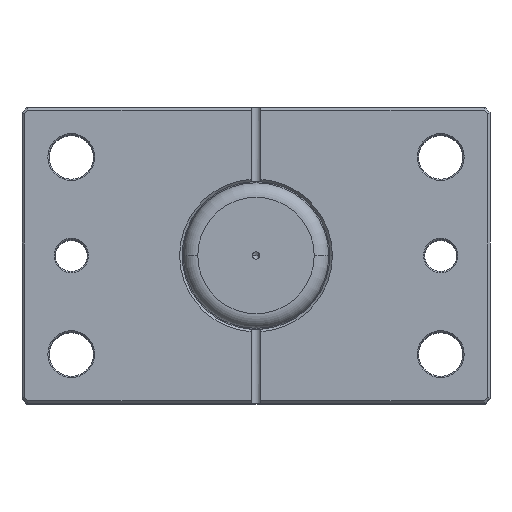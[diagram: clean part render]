
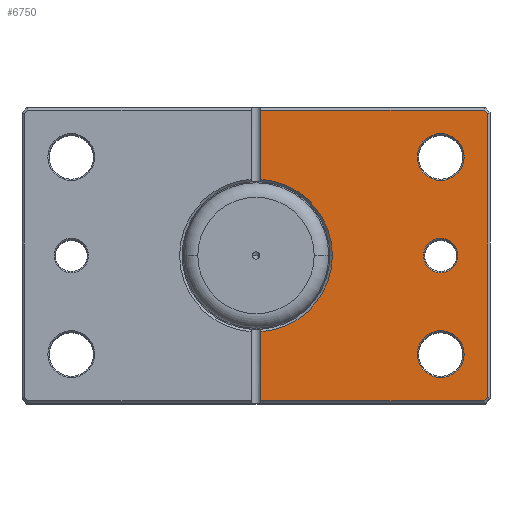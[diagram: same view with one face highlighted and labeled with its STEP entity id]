
A CAD part, top view. The second image highlights one B-rep face of the part: STEP entity #6750.
In plain terms, the highlighted face is planar.
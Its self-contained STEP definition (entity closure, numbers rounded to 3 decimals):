
#73 = DIRECTION ( 'NONE',  ( 1., 0., 0. ) ) ;
#111 = CARTESIAN_POINT ( 'NONE',  ( -75., 40., 0. ) ) ;
#130 = CARTESIAN_POINT ( 'NONE',  ( 0., -59., 0. ) ) ;
#190 = CARTESIAN_POINT ( 'NONE',  ( -2., 59., 0. ) ) ;
#195 = CARTESIAN_POINT ( 'NONE',  ( -92.586, 59., 0. ) ) ;
#346 = CARTESIAN_POINT ( 'NONE',  ( -2., 60., 0. ) ) ;
#377 = DIRECTION ( 'NONE',  ( 1., 0., 0. ) ) ;
#617 = EDGE_CURVE ( 'NONE', #1017, #1894, #4132, .T. ) ;
#623 = DIRECTION ( 'NONE',  ( 0., 0., 1. ) ) ;
#632 = AXIS2_PLACEMENT_3D ( 'NONE', #2991, #6903, #3574 ) ;
#643 = AXIS2_PLACEMENT_3D ( 'NONE', #6128, #2770, #6692 ) ;
#648 = DIRECTION ( 'NONE',  ( 1., 0., 0. ) ) ;
#691 = VERTEX_POINT ( 'NONE', #6929 ) ;
#729 = CIRCLE ( 'NONE', #632, 9.5 ) ;
#858 = FACE_OUTER_BOUND ( 'NONE', #2609, .T. ) ;
#998 = CARTESIAN_POINT ( 'NONE',  ( -84.5, 40., 0. ) ) ;
#1017 = VERTEX_POINT ( 'NONE', #2308 ) ;
#1058 = CIRCLE ( 'NONE', #5355, 31. ) ;
#1180 = DIRECTION ( 'NONE',  ( 0., 0., 1. ) ) ;
#1191 = AXIS2_PLACEMENT_3D ( 'NONE', #5641, #2266, #6177 ) ;
#1228 = CARTESIAN_POINT ( 'NONE',  ( -94., -57.586, 0. ) ) ;
#1273 = DIRECTION ( 'NONE',  ( -1., 0., 0. ) ) ;
#1351 = ORIENTED_EDGE ( 'NONE', *, *, #5980, .T. ) ;
#1483 = DIRECTION ( 'NONE',  ( 0., 0., 1. ) ) ;
#1489 = VERTEX_POINT ( 'NONE', #6472 ) ;
#1557 = EDGE_CURVE ( 'NONE', #5070, #6704, #5072, .T. ) ;
#1627 = DIRECTION ( 'NONE',  ( 0., 0., 1. ) ) ;
#1690 = EDGE_CURVE ( 'NONE', #4054, #4738, #5500, .T. ) ;
#1787 = DIRECTION ( 'NONE',  ( -0.707, 0.707, 0. ) ) ;
#1866 = ORIENTED_EDGE ( 'NONE', *, *, #1557, .T. ) ;
#1877 = CARTESIAN_POINT ( 'NONE',  ( -68., 0., 0. ) ) ;
#1894 = VERTEX_POINT ( 'NONE', #1228 ) ;
#2125 = VECTOR ( 'NONE', #4329, 1000. ) ;
#2160 = CARTESIAN_POINT ( 'NONE',  ( -31., 0., 0. ) ) ;
#2212 = CIRCLE ( 'NONE', #4592, 9.5 ) ;
#2266 = DIRECTION ( 'NONE',  ( 0., 0., 1. ) ) ;
#2280 = VERTEX_POINT ( 'NONE', #2285 ) ;
#2285 = CARTESIAN_POINT ( 'NONE',  ( -65.5, -40., 0. ) ) ;
#2308 = CARTESIAN_POINT ( 'NONE',  ( -92.586, -59., 0. ) ) ;
#2311 = CIRCLE ( 'NONE', #5548, 7. ) ;
#2339 = EDGE_LOOP ( 'NONE', ( #2524, #3434 ) ) ;
#2342 = FACE_BOUND ( 'NONE', #4576, .T. ) ;
#2444 = CIRCLE ( 'NONE', #1191, 31. ) ;
#2487 = CARTESIAN_POINT ( 'NONE',  ( 0., 0., 0. ) ) ;
#2524 = ORIENTED_EDGE ( 'NONE', *, *, #7012, .T. ) ;
#2558 = VECTOR ( 'NONE', #1273, 1000. ) ;
#2609 = EDGE_LOOP ( 'NONE', ( #3147, #5437, #3874, #3247, #5743, #4549, #7140, #1351, #1866 ) ) ;
#2613 = CARTESIAN_POINT ( 'NONE',  ( -2., 30.935, 0. ) ) ;
#2770 = DIRECTION ( 'NONE',  ( 0., 0., 1. ) ) ;
#2787 = EDGE_CURVE ( 'NONE', #691, #2280, #729, .T. ) ;
#2991 = CARTESIAN_POINT ( 'NONE',  ( -75., -40., 0. ) ) ;
#3011 = EDGE_CURVE ( 'NONE', #3422, #5544, #2311, .T. ) ;
#3086 = DIRECTION ( 'NONE',  ( 1., 0., 0. ) ) ;
#3147 = ORIENTED_EDGE ( 'NONE', *, *, #6856, .T. ) ;
#3247 = ORIENTED_EDGE ( 'NONE', *, *, #7189, .T. ) ;
#3295 = VECTOR ( 'NONE', #4039, 1000. ) ;
#3352 = ORIENTED_EDGE ( 'NONE', *, *, #6894, .T. ) ;
#3422 = VERTEX_POINT ( 'NONE', #1877 ) ;
#3434 = ORIENTED_EDGE ( 'NONE', *, *, #1690, .T. ) ;
#3465 = DIRECTION ( 'NONE',  ( 0., 0., 1. ) ) ;
#3574 = DIRECTION ( 'NONE',  ( 1., 0., 0. ) ) ;
#3599 = EDGE_CURVE ( 'NONE', #6455, #1489, #1058, .T. ) ;
#3629 = DIRECTION ( 'NONE',  ( 0., -1., 0. ) ) ;
#3648 = LINE ( 'NONE', #346, #2125 ) ;
#3729 = CARTESIAN_POINT ( 'NONE',  ( -75.793, 75.793, 0. ) ) ;
#3782 = VECTOR ( 'NONE', #1787, 1000. ) ;
#3874 = ORIENTED_EDGE ( 'NONE', *, *, #3599, .T. ) ;
#3885 = FACE_BOUND ( 'NONE', #6548, .T. ) ;
#3886 = ORIENTED_EDGE ( 'NONE', *, *, #3011, .T. ) ;
#4039 = DIRECTION ( 'NONE',  ( 0., 1., 0. ) ) ;
#4054 = VERTEX_POINT ( 'NONE', #6051 ) ;
#4128 = CARTESIAN_POINT ( 'NONE',  ( -2., -59., 0. ) ) ;
#4132 = LINE ( 'NONE', #5030, #3782 ) ;
#4204 = CARTESIAN_POINT ( 'NONE',  ( -2., 60., 0. ) ) ;
#4287 = EDGE_CURVE ( 'NONE', #1894, #5751, #4613, .T. ) ;
#4320 = AXIS2_PLACEMENT_3D ( 'NONE', #2487, #6403, #3086 ) ;
#4329 = DIRECTION ( 'NONE',  ( 0., -1., 0. ) ) ;
#4336 = EDGE_CURVE ( 'NONE', #7110, #1017, #7208, .T. ) ;
#4347 = LINE ( 'NONE', #3729, #4864 ) ;
#4549 = ORIENTED_EDGE ( 'NONE', *, *, #617, .T. ) ;
#4576 = EDGE_LOOP ( 'NONE', ( #3352, #3886 ) ) ;
#4592 = AXIS2_PLACEMENT_3D ( 'NONE', #4595, #1180, #5148 ) ;
#4595 = CARTESIAN_POINT ( 'NONE',  ( -75., 40., 0. ) ) ;
#4613 = LINE ( 'NONE', #6827, #3295 ) ;
#4738 = VERTEX_POINT ( 'NONE', #998 ) ;
#4864 = VECTOR ( 'NONE', #7049, 1000. ) ;
#4885 = CARTESIAN_POINT ( 'NONE',  ( -75., 0., 0. ) ) ;
#4902 = VECTOR ( 'NONE', #377, 1000. ) ;
#5030 = CARTESIAN_POINT ( 'NONE',  ( -75.793, -75.793, 0. ) ) ;
#5032 = CARTESIAN_POINT ( 'NONE',  ( -75., 0., 0. ) ) ;
#5070 = VERTEX_POINT ( 'NONE', #195 ) ;
#5072 = LINE ( 'NONE', #6999, #4902 ) ;
#5148 = DIRECTION ( 'NONE',  ( 1., 0., 0. ) ) ;
#5352 = VERTEX_POINT ( 'NONE', #2613 ) ;
#5355 = AXIS2_PLACEMENT_3D ( 'NONE', #6782, #3465, #73 ) ;
#5437 = ORIENTED_EDGE ( 'NONE', *, *, #5571, .T. ) ;
#5441 = DIRECTION ( 'NONE',  ( 1., 0., 0. ) ) ;
#5476 = AXIS2_PLACEMENT_3D ( 'NONE', #5032, #1627, #5588 ) ;
#5481 = VECTOR ( 'NONE', #3629, 1000. ) ;
#5500 = CIRCLE ( 'NONE', #6595, 9.5 ) ;
#5544 = VERTEX_POINT ( 'NONE', #6699 ) ;
#5548 = AXIS2_PLACEMENT_3D ( 'NONE', #4885, #1483, #5441 ) ;
#5571 = EDGE_CURVE ( 'NONE', #5352, #6455, #2444, .T. ) ;
#5588 = DIRECTION ( 'NONE',  ( 1., 0., 0. ) ) ;
#5641 = CARTESIAN_POINT ( 'NONE',  ( 0., 0., 0. ) ) ;
#5743 = ORIENTED_EDGE ( 'NONE', *, *, #4336, .T. ) ;
#5751 = VERTEX_POINT ( 'NONE', #6437 ) ;
#5980 = EDGE_CURVE ( 'NONE', #5751, #5070, #4347, .T. ) ;
#6051 = CARTESIAN_POINT ( 'NONE',  ( -65.5, 40., 0. ) ) ;
#6128 = CARTESIAN_POINT ( 'NONE',  ( -75., -40., 0. ) ) ;
#6177 = DIRECTION ( 'NONE',  ( 1., 0., 0. ) ) ;
#6379 = PLANE ( 'NONE',  #4320 ) ;
#6403 = DIRECTION ( 'NONE',  ( 0., 0., 1. ) ) ;
#6411 = CIRCLE ( 'NONE', #5476, 7. ) ;
#6437 = CARTESIAN_POINT ( 'NONE',  ( -94., 57.586, 0. ) ) ;
#6455 = VERTEX_POINT ( 'NONE', #2160 ) ;
#6472 = CARTESIAN_POINT ( 'NONE',  ( -2., -30.935, 0. ) ) ;
#6492 = EDGE_CURVE ( 'NONE', #2280, #691, #7095, .T. ) ;
#6548 = EDGE_LOOP ( 'NONE', ( #7257, #6815 ) ) ;
#6595 = AXIS2_PLACEMENT_3D ( 'NONE', #111, #623, #648 ) ;
#6692 = DIRECTION ( 'NONE',  ( 1., 0., 0. ) ) ;
#6699 = CARTESIAN_POINT ( 'NONE',  ( -82., 0., 0. ) ) ;
#6704 = VERTEX_POINT ( 'NONE', #190 ) ;
#6750 = ADVANCED_FACE ( 'NONE', ( #2342, #3885, #7000, #858 ), #6379, .F. ) ;
#6782 = CARTESIAN_POINT ( 'NONE',  ( 0., 0., 0. ) ) ;
#6815 = ORIENTED_EDGE ( 'NONE', *, *, #6492, .T. ) ;
#6827 = CARTESIAN_POINT ( 'NONE',  ( -94., 0., 0. ) ) ;
#6856 = EDGE_CURVE ( 'NONE', #6704, #5352, #3648, .T. ) ;
#6894 = EDGE_CURVE ( 'NONE', #5544, #3422, #6411, .T. ) ;
#6903 = DIRECTION ( 'NONE',  ( 0., 0., 1. ) ) ;
#6929 = CARTESIAN_POINT ( 'NONE',  ( -84.5, -40., 0. ) ) ;
#6999 = CARTESIAN_POINT ( 'NONE',  ( 0., 59., 0. ) ) ;
#7000 = FACE_BOUND ( 'NONE', #2339, .T. ) ;
#7012 = EDGE_CURVE ( 'NONE', #4738, #4054, #2212, .T. ) ;
#7049 = DIRECTION ( 'NONE',  ( 0.707, 0.707, 0. ) ) ;
#7095 = CIRCLE ( 'NONE', #643, 9.5 ) ;
#7110 = VERTEX_POINT ( 'NONE', #4128 ) ;
#7121 = LINE ( 'NONE', #4204, #5481 ) ;
#7140 = ORIENTED_EDGE ( 'NONE', *, *, #4287, .T. ) ;
#7189 = EDGE_CURVE ( 'NONE', #1489, #7110, #7121, .T. ) ;
#7208 = LINE ( 'NONE', #130, #2558 ) ;
#7257 = ORIENTED_EDGE ( 'NONE', *, *, #2787, .T. ) ;
